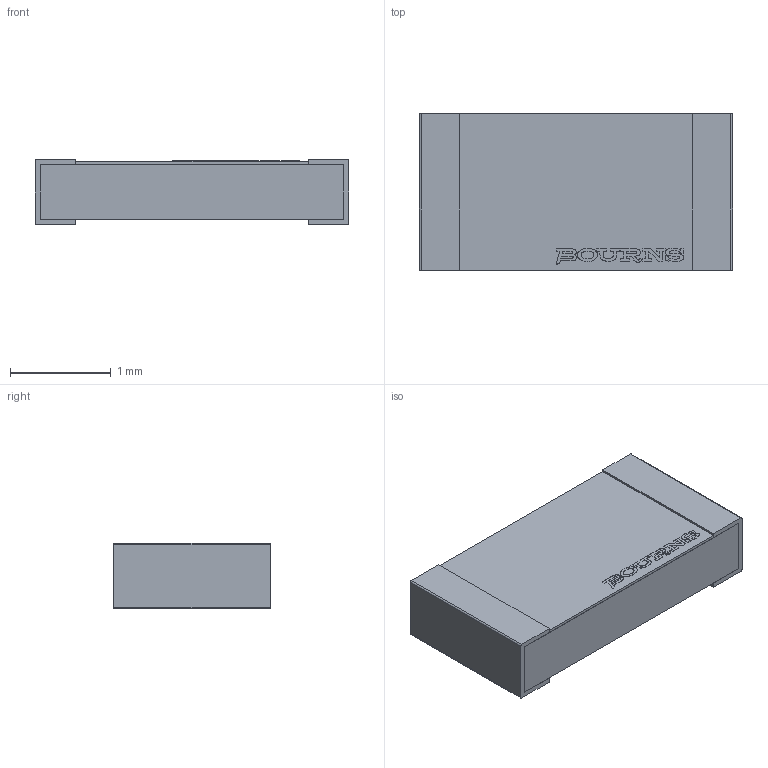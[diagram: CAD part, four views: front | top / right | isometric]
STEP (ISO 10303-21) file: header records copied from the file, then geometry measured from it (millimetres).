
FILE_DESCRIPTION(/* description */ (''),/* implementation_level */ '2;1');
FILE_NAME(/* name */ 'Bourns CR1206AFX-3163ELF - Res Anti-Sulfured Thick Film 1206 316k Ohm 1% 14W ±100ppm°C Molded Paper TR.stp',/* time_stamp */ '2020-05-27T01:39:15-04:00',/* author */ ('Ricardo'),/* organization */ (''),/* preprocessor_version */ 'ST-DEVELOPER v18.1',/* originating_system */ 'Autodesk Inventor 2021',/* authorisation */ '');
FILE_SCHEMA (('AUTOMOTIVE_DESIGN { 1 0 10303 214 3 1 1 }'));
Length unit declared in the file: millimetre
Products named in the file (5): Bourns CR0805AFW-22R1EAS - Sulfur-Resistant, AEC-Q200 Compliant Chip 
Resistors, 0805, 100PPM, ±1%; terminals; body; top; logo
Assembly tree (4 placements, depth 2):
  Bourns CR0805AFW-22R1EAS - Sulfur-Resistant, AEC-Q200 Compliant Chip 
Resistors, 0805, 100PPM, ±1%
    terminals
    body
    top
    logo
Bounding box: 3.1 x 1.55 x 0.65 mm (x, y, z)
Volume: 2.9 mm3; surface area: 30.7 mm2
Topology: 10 solids, 10 shells, 247 faces, 681 edges, 454 vertices
Faces by surface type: plane 128, bspline 107, cylinder 12
Entity records: 8492 total; most frequent: CARTESIAN_POINT 2526, ORIENTED_EDGE 1362, DIRECTION 917, EDGE_CURVE 681, VERTEX_POINT 454, LINE 443, VECTOR 443, EDGE_LOOP 255
